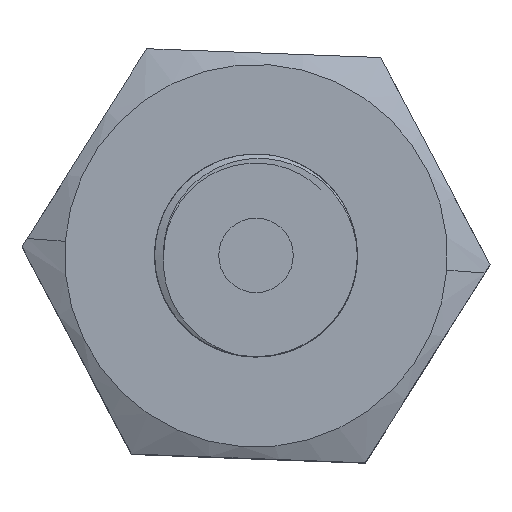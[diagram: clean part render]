
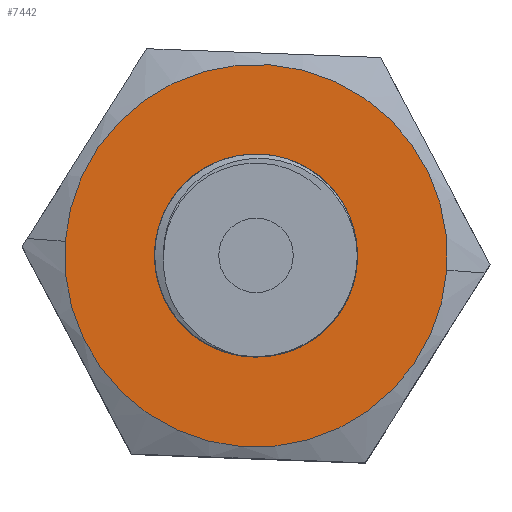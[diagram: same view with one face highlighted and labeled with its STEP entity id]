
A CAD part, top view. The second image highlights one B-rep face of the part: STEP entity #7442.
In plain terms, the highlighted planar face has unit normal (0, 0, 1).
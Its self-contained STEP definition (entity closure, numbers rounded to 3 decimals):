
#112 = EDGE_LOOP ( 'NONE', ( #1511, #1128 ) ) ;
#149 = VERTEX_POINT ( 'NONE', #7333 ) ;
#274 = CARTESIAN_POINT ( 'NONE',  ( 0., 0., 6.788 ) ) ;
#427 = AXIS2_PLACEMENT_3D ( 'NONE', #3785, #981, #2411 ) ;
#530 = VERTEX_POINT ( 'NONE', #7735 ) ;
#599 = EDGE_CURVE ( 'NONE', #530, #6644, #4304, .T. ) ;
#981 = DIRECTION ( 'NONE',  ( 0., 0., -1. ) ) ;
#1008 = DIRECTION ( 'NONE',  ( 0.997, -0.075, 0. ) ) ;
#1128 = ORIENTED_EDGE ( 'NONE', *, *, #1974, .T. ) ;
#1511 = ORIENTED_EDGE ( 'NONE', *, *, #1681, .T. ) ;
#1681 = EDGE_CURVE ( 'NONE', #149, #2419, #5312, .T. ) ;
#1741 = CARTESIAN_POINT ( 'NONE',  ( 1.496, -0.113, 6.788 ) ) ;
#1759 = CARTESIAN_POINT ( 'NONE',  ( 0., 0., 6.788 ) ) ;
#1974 = EDGE_CURVE ( 'NONE', #2419, #149, #2556, .T. ) ;
#2411 = DIRECTION ( 'NONE',  ( 0.997, -0.075, 0. ) ) ;
#2419 = VERTEX_POINT ( 'NONE', #1741 ) ;
#2556 = CIRCLE ( 'NONE', #5041, 1.5 ) ;
#2722 = PLANE ( 'NONE',  #4965 ) ;
#2797 = AXIS2_PLACEMENT_3D ( 'NONE', #274, #5059, #3025 ) ;
#3025 = DIRECTION ( 'NONE',  ( 0.997, -0.075, 0. ) ) ;
#3084 = ORIENTED_EDGE ( 'NONE', *, *, #599, .F. ) ;
#3100 = DIRECTION ( 'NONE',  ( 0., 0., -1. ) ) ;
#3157 = AXIS2_PLACEMENT_3D ( 'NONE', #1759, #6586, #3161 ) ;
#3161 = DIRECTION ( 'NONE',  ( 0.997, -0.075, 0. ) ) ;
#3785 = CARTESIAN_POINT ( 'NONE',  ( 0., 0., 6.788 ) ) ;
#4097 = CARTESIAN_POINT ( 'NONE',  ( -2.823, 0.213, 6.788 ) ) ;
#4221 = EDGE_CURVE ( 'NONE', #6644, #530, #5200, .T. ) ;
#4304 = CIRCLE ( 'NONE', #2797, 2.831 ) ;
#4540 = CARTESIAN_POINT ( 'NONE',  ( 0., 0., 6.788 ) ) ;
#4965 = AXIS2_PLACEMENT_3D ( 'NONE', #8223, #7472, #8848 ) ;
#5041 = AXIS2_PLACEMENT_3D ( 'NONE', #4540, #3100, #1008 ) ;
#5059 = DIRECTION ( 'NONE',  ( 0., 0., -1. ) ) ;
#5200 = CIRCLE ( 'NONE', #3157, 2.831 ) ;
#5301 = EDGE_LOOP ( 'NONE', ( #3084, #7657 ) ) ;
#5312 = CIRCLE ( 'NONE', #427, 1.5 ) ;
#6586 = DIRECTION ( 'NONE',  ( 0., 0., -1. ) ) ;
#6644 = VERTEX_POINT ( 'NONE', #4097 ) ;
#7333 = CARTESIAN_POINT ( 'NONE',  ( -1.496, 0.113, 6.788 ) ) ;
#7442 = ADVANCED_FACE ( 'NONE', ( #8277, #7955 ), #2722, .F. ) ;
#7472 = DIRECTION ( 'NONE',  ( 0., 0., -1. ) ) ;
#7657 = ORIENTED_EDGE ( 'NONE', *, *, #4221, .F. ) ;
#7735 = CARTESIAN_POINT ( 'NONE',  ( 2.823, -0.213, 6.788 ) ) ;
#7955 = FACE_OUTER_BOUND ( 'NONE', #5301, .T. ) ;
#8223 = CARTESIAN_POINT ( 'NONE',  ( 0., 0., 6.788 ) ) ;
#8277 = FACE_BOUND ( 'NONE', #112, .T. ) ;
#8848 = DIRECTION ( 'NONE',  ( 0.997, -0.075, 0. ) ) ;
